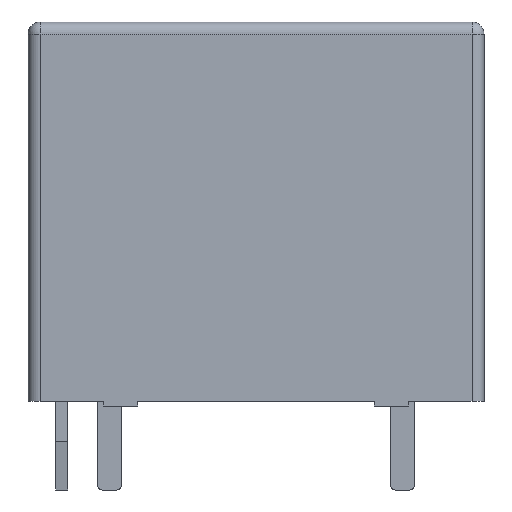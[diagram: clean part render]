
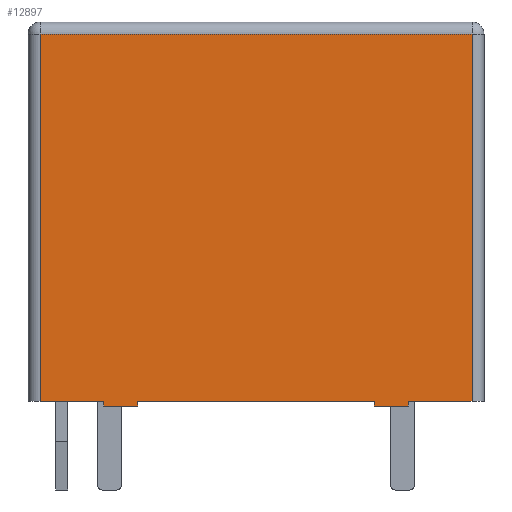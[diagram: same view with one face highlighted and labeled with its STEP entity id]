
A CAD part, front view. The second image highlights one B-rep face of the part: STEP entity #12897.
In plain terms, the highlighted planar face has unit normal (0, -1, 0).
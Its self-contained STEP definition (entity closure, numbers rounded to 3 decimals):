
#357 = CARTESIAN_POINT ( 'NONE',  ( -4.918, -7.6, -0.2 ) ) ;
#382 = EDGE_CURVE ( 'NONE', #6740, #8023, #6969, .T. ) ;
#418 = VECTOR ( 'NONE', #8145, 1000. ) ;
#736 = ORIENTED_EDGE ( 'NONE', *, *, #4795, .F. ) ;
#899 = CARTESIAN_POINT ( 'NONE',  ( -9., -7.6, 15.8 ) ) ;
#1350 = EDGE_CURVE ( 'NONE', #8023, #1414, #2452, .T. ) ;
#1414 = VERTEX_POINT ( 'NONE', #5602 ) ;
#1580 = VERTEX_POINT ( 'NONE', #12594 ) ;
#1629 = CARTESIAN_POINT ( 'NONE',  ( -6.35, -7.6, -0.2 ) ) ;
#1713 = CARTESIAN_POINT ( 'NONE',  ( 9., -7.6, 15.3 ) ) ;
#1723 = ORIENTED_EDGE ( 'NONE', *, *, #7436, .T. ) ;
#2063 = VECTOR ( 'NONE', #11672, 1000. ) ;
#2241 = DIRECTION ( 'NONE',  ( 0., 0., 1. ) ) ;
#2263 = ORIENTED_EDGE ( 'NONE', *, *, #3212, .F. ) ;
#2401 = VECTOR ( 'NONE', #13184, 1000. ) ;
#2452 = LINE ( 'NONE', #7529, #11685 ) ;
#2541 = VECTOR ( 'NONE', #16248, 1000. ) ;
#2825 = CARTESIAN_POINT ( 'NONE',  ( 4.918, -7.6, 0. ) ) ;
#2961 = LINE ( 'NONE', #1629, #6538 ) ;
#3158 = DIRECTION ( 'NONE',  ( 0., 0., 1. ) ) ;
#3212 = EDGE_CURVE ( 'NONE', #9637, #7209, #10762, .T. ) ;
#3702 = PLANE ( 'NONE',  #8662 ) ;
#3903 = VERTEX_POINT ( 'NONE', #357 ) ;
#4460 = LINE ( 'NONE', #9559, #12764 ) ;
#4795 = EDGE_CURVE ( 'NONE', #3903, #9637, #2961, .T. ) ;
#5265 = ORIENTED_EDGE ( 'NONE', *, *, #6012, .T. ) ;
#5602 = CARTESIAN_POINT ( 'NONE',  ( -9., -7.6, 15.3 ) ) ;
#5703 = ORIENTED_EDGE ( 'NONE', *, *, #9014, .T. ) ;
#5950 = EDGE_CURVE ( 'NONE', #16277, #9520, #7095, .T. ) ;
#6012 = EDGE_CURVE ( 'NONE', #3903, #12705, #4460, .T. ) ;
#6195 = CARTESIAN_POINT ( 'NONE',  ( 6.35, -7.6, 0. ) ) ;
#6339 = ORIENTED_EDGE ( 'NONE', *, *, #12630, .F. ) ;
#6386 = CARTESIAN_POINT ( 'NONE',  ( 6.35, -7.6, -0.2 ) ) ;
#6538 = VECTOR ( 'NONE', #9191, 1000. ) ;
#6592 = CARTESIAN_POINT ( 'NONE',  ( -9.5, -7.6, 15.8 ) ) ;
#6709 = CARTESIAN_POINT ( 'NONE',  ( 9., -7.6, 15.8 ) ) ;
#6724 = DIRECTION ( 'NONE',  ( 1., 0., 0. ) ) ;
#6740 = VERTEX_POINT ( 'NONE', #13731 ) ;
#6969 = LINE ( 'NONE', #6709, #7891 ) ;
#7095 = LINE ( 'NONE', #8096, #2401 ) ;
#7107 = DIRECTION ( 'NONE',  ( 0., 0., -1. ) ) ;
#7209 = VERTEX_POINT ( 'NONE', #11858 ) ;
#7436 = EDGE_CURVE ( 'NONE', #1580, #16277, #14414, .T. ) ;
#7529 = CARTESIAN_POINT ( 'NONE',  ( -9.5, -7.6, 15.3 ) ) ;
#7581 = EDGE_CURVE ( 'NONE', #10770, #7209, #9584, .T. ) ;
#7723 = LINE ( 'NONE', #10297, #418 ) ;
#7891 = VECTOR ( 'NONE', #3158, 1000. ) ;
#8023 = VERTEX_POINT ( 'NONE', #1713 ) ;
#8076 = EDGE_CURVE ( 'NONE', #1414, #10770, #15919, .T. ) ;
#8096 = CARTESIAN_POINT ( 'NONE',  ( 6.35, -7.6, -0.2 ) ) ;
#8145 = DIRECTION ( 'NONE',  ( 1., 0., 0. ) ) ;
#8417 = DIRECTION ( 'NONE',  ( 0., 0., 1. ) ) ;
#8662 = AXIS2_PLACEMENT_3D ( 'NONE', #6592, #10170, #14017 ) ;
#9014 = EDGE_CURVE ( 'NONE', #12705, #12726, #15553, .T. ) ;
#9160 = CARTESIAN_POINT ( 'NONE',  ( 6.35, -7.6, -0.2 ) ) ;
#9191 = DIRECTION ( 'NONE',  ( -1., 0., 0. ) ) ;
#9487 = LINE ( 'NONE', #9654, #15877 ) ;
#9520 = VERTEX_POINT ( 'NONE', #6195 ) ;
#9559 = CARTESIAN_POINT ( 'NONE',  ( -4.918, -7.6, -0.2 ) ) ;
#9584 = LINE ( 'NONE', #16066, #16144 ) ;
#9637 = VERTEX_POINT ( 'NONE', #13517 ) ;
#9654 = CARTESIAN_POINT ( 'NONE',  ( 4.918, -7.6, -0.2 ) ) ;
#10170 = DIRECTION ( 'NONE',  ( 0., 1., 0. ) ) ;
#10297 = CARTESIAN_POINT ( 'NONE',  ( -9.5, -7.6, 0. ) ) ;
#10518 = ORIENTED_EDGE ( 'NONE', *, *, #382, .T. ) ;
#10762 = LINE ( 'NONE', #11948, #2541 ) ;
#10770 = VERTEX_POINT ( 'NONE', #13005 ) ;
#11512 = ORIENTED_EDGE ( 'NONE', *, *, #1350, .T. ) ;
#11672 = DIRECTION ( 'NONE',  ( 1., 0., 0. ) ) ;
#11685 = VECTOR ( 'NONE', #13777, 1000. ) ;
#11688 = ORIENTED_EDGE ( 'NONE', *, *, #7581, .T. ) ;
#11858 = CARTESIAN_POINT ( 'NONE',  ( -6.35, -7.6, 0. ) ) ;
#11948 = CARTESIAN_POINT ( 'NONE',  ( -6.35, -7.6, -0.2 ) ) ;
#12182 = EDGE_LOOP ( 'NONE', ( #11688, #2263, #736, #5265, #5703, #6339, #1723, #15456, #13585, #10518, #11512, #15360 ) ) ;
#12570 = VECTOR ( 'NONE', #7107, 1000. ) ;
#12594 = CARTESIAN_POINT ( 'NONE',  ( 4.918, -7.6, -0.2 ) ) ;
#12630 = EDGE_CURVE ( 'NONE', #1580, #12726, #9487, .T. ) ;
#12702 = EDGE_CURVE ( 'NONE', #9520, #6740, #7723, .T. ) ;
#12705 = VERTEX_POINT ( 'NONE', #15452 ) ;
#12726 = VERTEX_POINT ( 'NONE', #2825 ) ;
#12764 = VECTOR ( 'NONE', #2241, 1000. ) ;
#12832 = CARTESIAN_POINT ( 'NONE',  ( -9.5, -7.6, 0. ) ) ;
#12897 = ADVANCED_FACE ( 'NONE', ( #16269 ), #3702, .F. ) ;
#13005 = CARTESIAN_POINT ( 'NONE',  ( -9., -7.6, 0. ) ) ;
#13184 = DIRECTION ( 'NONE',  ( 0., 0., 1. ) ) ;
#13347 = VECTOR ( 'NONE', #6724, 1000. ) ;
#13517 = CARTESIAN_POINT ( 'NONE',  ( -6.35, -7.6, -0.2 ) ) ;
#13585 = ORIENTED_EDGE ( 'NONE', *, *, #12702, .T. ) ;
#13731 = CARTESIAN_POINT ( 'NONE',  ( 9., -7.6, 0. ) ) ;
#13777 = DIRECTION ( 'NONE',  ( -1., 0., 0. ) ) ;
#14017 = DIRECTION ( 'NONE',  ( 0., 0., 1. ) ) ;
#14414 = LINE ( 'NONE', #9160, #2063 ) ;
#14832 = DIRECTION ( 'NONE',  ( 1., 0., 0. ) ) ;
#15360 = ORIENTED_EDGE ( 'NONE', *, *, #8076, .T. ) ;
#15452 = CARTESIAN_POINT ( 'NONE',  ( -4.918, -7.6, 0. ) ) ;
#15456 = ORIENTED_EDGE ( 'NONE', *, *, #5950, .T. ) ;
#15553 = LINE ( 'NONE', #12832, #13347 ) ;
#15877 = VECTOR ( 'NONE', #8417, 1000. ) ;
#15919 = LINE ( 'NONE', #899, #12570 ) ;
#16066 = CARTESIAN_POINT ( 'NONE',  ( -9.5, -7.6, 0. ) ) ;
#16144 = VECTOR ( 'NONE', #14832, 1000. ) ;
#16248 = DIRECTION ( 'NONE',  ( 0., 0., 1. ) ) ;
#16269 = FACE_OUTER_BOUND ( 'NONE', #12182, .T. ) ;
#16277 = VERTEX_POINT ( 'NONE', #6386 ) ;
